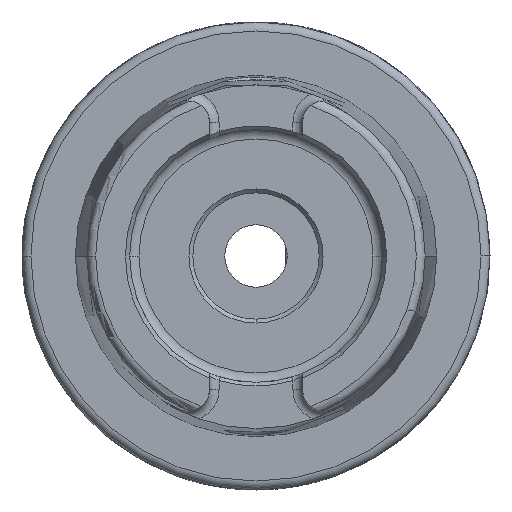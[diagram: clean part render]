
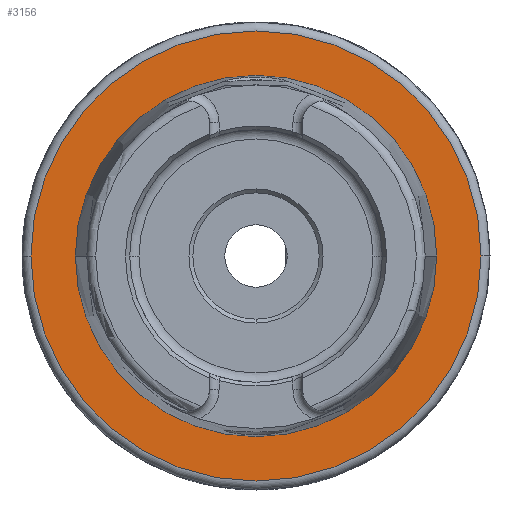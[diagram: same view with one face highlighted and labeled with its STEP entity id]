
A CAD part, left-side view. The second image highlights one B-rep face of the part: STEP entity #3156.
In plain terms, the highlighted planar face has unit normal (-1, 0, 0).
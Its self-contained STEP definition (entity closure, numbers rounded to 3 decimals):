
#513 = CARTESIAN_POINT ( 'NONE',  ( 0., 0., 0. ) ) ;
#529 = ORIENTED_EDGE ( 'NONE', *, *, #3656, .T. ) ;
#927 = CIRCLE ( 'NONE', #4872, 24.321 ) ;
#1060 = VERTEX_POINT ( 'NONE', #6914 ) ;
#1139 = DIRECTION ( 'NONE',  ( 0., 1., 0. ) ) ;
#1233 = EDGE_CURVE ( 'NONE', #2246, #1060, #5499, .T. ) ;
#1609 = CARTESIAN_POINT ( 'NONE',  ( 0., 24.321, 0. ) ) ;
#1903 = CARTESIAN_POINT ( 'NONE',  ( 0., 30.3, 0. ) ) ;
#2246 = VERTEX_POINT ( 'NONE', #1903 ) ;
#2285 = DIRECTION ( 'NONE',  ( 1., 0., 0. ) ) ;
#2336 = CARTESIAN_POINT ( 'NONE',  ( 0., 24.321, 0. ) ) ;
#2969 = DIRECTION ( 'NONE',  ( 0., -1., 0. ) ) ;
#3156 = ADVANCED_FACE ( 'NONE', ( #5394, #3802 ), #5346, .T. ) ;
#3181 = DIRECTION ( 'NONE',  ( 1., 0., 0. ) ) ;
#3622 = CARTESIAN_POINT ( 'NONE',  ( 0., 0., 0. ) ) ;
#3656 = EDGE_CURVE ( 'NONE', #7073, #7603, #4930, .T. ) ;
#3802 = FACE_OUTER_BOUND ( 'NONE', #5331, .T. ) ;
#3951 = DIRECTION ( 'NONE',  ( 0., 1., 0. ) ) ;
#4214 = DIRECTION ( 'NONE',  ( 0., 1., 0. ) ) ;
#4293 = CARTESIAN_POINT ( 'NONE',  ( 0., 0., 0. ) ) ;
#4374 = CARTESIAN_POINT ( 'NONE',  ( 0., -24.321, 0. ) ) ;
#4492 = AXIS2_PLACEMENT_3D ( 'NONE', #2336, #6557, #2969 ) ;
#4775 = DIRECTION ( 'NONE',  ( 1., 0., 0. ) ) ;
#4872 = AXIS2_PLACEMENT_3D ( 'NONE', #5890, #2285, #6496 ) ;
#4930 = CIRCLE ( 'NONE', #7586, 24.321 ) ;
#5254 = ORIENTED_EDGE ( 'NONE', *, *, #7765, .F. ) ;
#5331 = EDGE_LOOP ( 'NONE', ( #7009, #5254 ) ) ;
#5346 = PLANE ( 'NONE',  #4492 ) ;
#5359 = EDGE_LOOP ( 'NONE', ( #6061, #529 ) ) ;
#5394 = FACE_BOUND ( 'NONE', #5359, .T. ) ;
#5499 = CIRCLE ( 'NONE', #7316, 30.3 ) ;
#5890 = CARTESIAN_POINT ( 'NONE',  ( 0., 0., 0. ) ) ;
#6061 = ORIENTED_EDGE ( 'NONE', *, *, #7618, .T. ) ;
#6496 = DIRECTION ( 'NONE',  ( 0., 1., 0. ) ) ;
#6557 = DIRECTION ( 'NONE',  ( -1., 0., 0. ) ) ;
#6865 = AXIS2_PLACEMENT_3D ( 'NONE', #3622, #7834, #4214 ) ;
#6914 = CARTESIAN_POINT ( 'NONE',  ( 0., -30.3, 0. ) ) ;
#6964 = CIRCLE ( 'NONE', #6865, 30.3 ) ;
#7009 = ORIENTED_EDGE ( 'NONE', *, *, #1233, .F. ) ;
#7073 = VERTEX_POINT ( 'NONE', #4374 ) ;
#7316 = AXIS2_PLACEMENT_3D ( 'NONE', #4293, #3181, #3951 ) ;
#7586 = AXIS2_PLACEMENT_3D ( 'NONE', #513, #4775, #1139 ) ;
#7603 = VERTEX_POINT ( 'NONE', #1609 ) ;
#7618 = EDGE_CURVE ( 'NONE', #7603, #7073, #927, .T. ) ;
#7765 = EDGE_CURVE ( 'NONE', #1060, #2246, #6964, .T. ) ;
#7834 = DIRECTION ( 'NONE',  ( 1., 0., 0. ) ) ;
